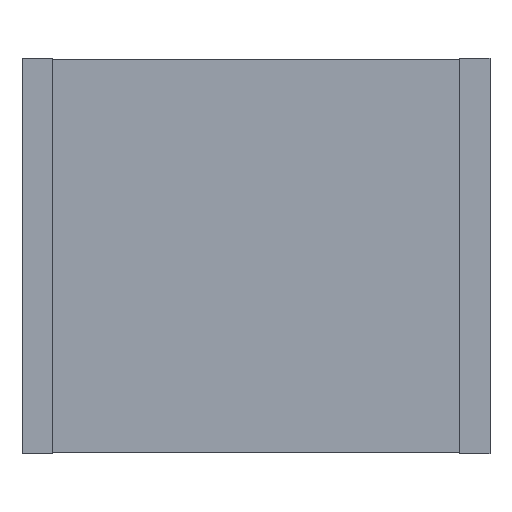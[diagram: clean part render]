
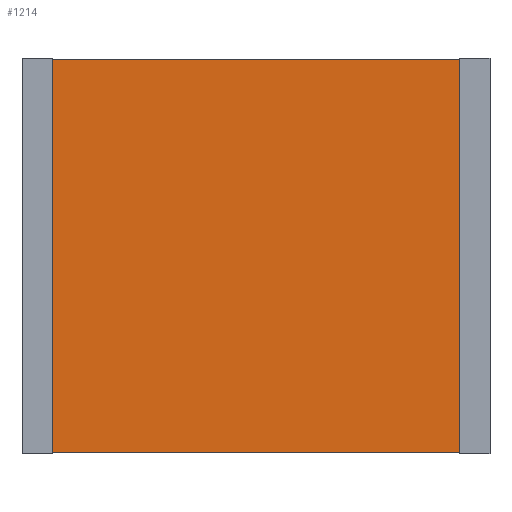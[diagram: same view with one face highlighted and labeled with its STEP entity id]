
A CAD part, front view. The second image highlights one B-rep face of the part: STEP entity #1214.
In plain terms, the highlighted planar face has unit normal (0, -1, 0).
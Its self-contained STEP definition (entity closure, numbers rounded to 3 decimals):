
#82 = VERTEX_POINT ( 'NONE', #2408 ) ;
#137 = DIRECTION ( 'NONE',  ( 0., 0., -1. ) ) ;
#194 = CARTESIAN_POINT ( 'NONE',  ( 0., 0., 0. ) ) ;
#280 = CARTESIAN_POINT ( 'NONE',  ( 7.19, 0., 0. ) ) ;
#368 = LINE ( 'NONE', #1130, #2146 ) ;
#532 = CARTESIAN_POINT ( 'NONE',  ( 0.49, 0., 0. ) ) ;
#590 = VERTEX_POINT ( 'NONE', #2476 ) ;
#702 = VERTEX_POINT ( 'NONE', #280 ) ;
#754 = LINE ( 'NONE', #1854, #1741 ) ;
#932 = EDGE_CURVE ( 'NONE', #1127, #702, #2359, .T. ) ;
#938 = VECTOR ( 'NONE', #2278, 1000. ) ;
#1113 = EDGE_LOOP ( 'NONE', ( #2164, #1542, #2385, #2332 ) ) ;
#1127 = VERTEX_POINT ( 'NONE', #2383 ) ;
#1130 = CARTESIAN_POINT ( 'NONE',  ( 0., 0., -6.48 ) ) ;
#1200 = EDGE_CURVE ( 'NONE', #590, #702, #754, .T. ) ;
#1214 = ADVANCED_FACE ( 'NONE', ( #2254 ), #1513, .T. ) ;
#1385 = DIRECTION ( 'NONE',  ( 1., 0., 0. ) ) ;
#1513 = PLANE ( 'NONE',  #2273 ) ;
#1541 = VECTOR ( 'NONE', #1385, 1000. ) ;
#1542 = ORIENTED_EDGE ( 'NONE', *, *, #1200, .T. ) ;
#1737 = EDGE_CURVE ( 'NONE', #590, #82, #368, .T. ) ;
#1741 = VECTOR ( 'NONE', #2445, 1000. ) ;
#1854 = CARTESIAN_POINT ( 'NONE',  ( 7.19, 0., 0. ) ) ;
#1872 = DIRECTION ( 'NONE',  ( 0., -1., 0. ) ) ;
#1913 = DIRECTION ( 'NONE',  ( -1., 0., 0. ) ) ;
#1935 = LINE ( 'NONE', #532, #938 ) ;
#2057 = CARTESIAN_POINT ( 'NONE',  ( 0., 0., 0. ) ) ;
#2146 = VECTOR ( 'NONE', #1913, 1000. ) ;
#2164 = ORIENTED_EDGE ( 'NONE', *, *, #1737, .F. ) ;
#2254 = FACE_OUTER_BOUND ( 'NONE', #1113, .T. ) ;
#2273 = AXIS2_PLACEMENT_3D ( 'NONE', #2057, #1872, #137 ) ;
#2278 = DIRECTION ( 'NONE',  ( 0., 0., -1. ) ) ;
#2332 = ORIENTED_EDGE ( 'NONE', *, *, #2392, .T. ) ;
#2359 = LINE ( 'NONE', #194, #1541 ) ;
#2383 = CARTESIAN_POINT ( 'NONE',  ( 0.49, 0., 0. ) ) ;
#2385 = ORIENTED_EDGE ( 'NONE', *, *, #932, .F. ) ;
#2392 = EDGE_CURVE ( 'NONE', #1127, #82, #1935, .T. ) ;
#2408 = CARTESIAN_POINT ( 'NONE',  ( 0.49, 0., -6.48 ) ) ;
#2445 = DIRECTION ( 'NONE',  ( 0., 0., 1. ) ) ;
#2476 = CARTESIAN_POINT ( 'NONE',  ( 7.19, 0., -6.48 ) ) ;
